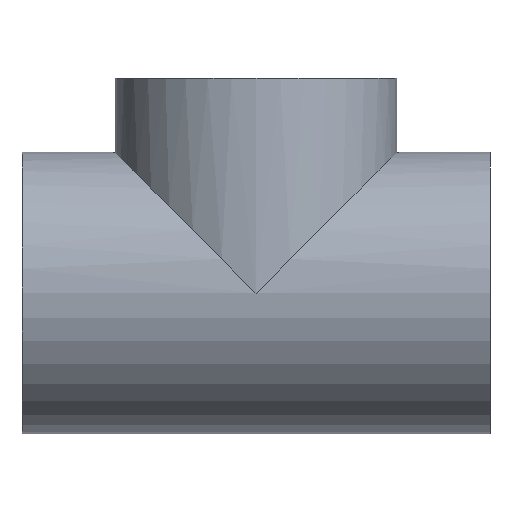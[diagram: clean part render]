
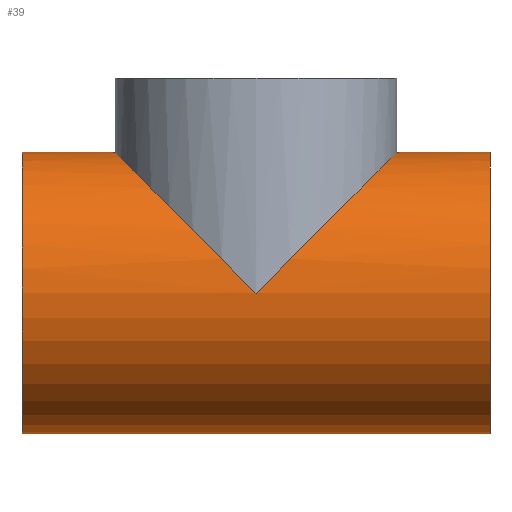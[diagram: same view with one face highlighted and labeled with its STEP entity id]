
A CAD part, front view. The second image highlights one B-rep face of the part: STEP entity #39.
In plain terms, the highlighted cylindrical face has radius 46.5 mm (diameter 93 mm), a full revolution.
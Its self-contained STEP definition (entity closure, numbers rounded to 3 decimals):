
#39 = ADVANCED_FACE( '', ( #84, #85, #86 ), #87, .T. );
#84 = FACE_OUTER_BOUND( '', #145, .T. );
#85 = FACE_OUTER_BOUND( '', #146, .T. );
#86 = FACE_BOUND( '', #147, .T. );
#87 = CYLINDRICAL_SURFACE( '', #148, 46.5 );
#145 = EDGE_LOOP( '', ( #202 ) );
#146 = EDGE_LOOP( '', ( #203 ) );
#147 = EDGE_LOOP( '', ( #204, #205 ) );
#148 = AXIS2_PLACEMENT_3D( '', #206, #207, #208 );
#202 = ORIENTED_EDGE( '', *, *, #283, .T. );
#203 = ORIENTED_EDGE( '', *, *, #284, .F. );
#204 = ORIENTED_EDGE( '', *, *, #285, .F. );
#205 = ORIENTED_EDGE( '', *, *, #286, .F. );
#206 = CARTESIAN_POINT( '', ( 30.5, 0., 0. ) );
#207 = DIRECTION( '', ( 1., 0., 0. ) );
#208 = DIRECTION( '', ( 0., 0., 1. ) );
#283 = EDGE_CURVE( '', #314, #314, #315, .T. );
#284 = EDGE_CURVE( '', #316, #316, #317, .T. );
#285 = EDGE_CURVE( '', #318, #319, #320, .F. );
#286 = EDGE_CURVE( '', #319, #318, #321, .T. );
#314 = VERTEX_POINT( '', #359 );
#315 = CIRCLE( '', #360, 46.5 );
#316 = VERTEX_POINT( '', #361 );
#317 = CIRCLE( '', #362, 46.5 );
#318 = VERTEX_POINT( '', #363 );
#319 = VERTEX_POINT( '', #364 );
#320 = ELLIPSE( '', #365, 65.761, 46.5 );
#321 = ELLIPSE( '', #366, 65.761, 46.5 );
#359 = CARTESIAN_POINT( '', ( -124., 46.5, 0. ) );
#360 = AXIS2_PLACEMENT_3D( '', #404, #405, #406 );
#361 = CARTESIAN_POINT( '', ( 30.5, 46.5, 0. ) );
#362 = AXIS2_PLACEMENT_3D( '', #407, #408, #409 );
#363 = CARTESIAN_POINT( '', ( -46.75, 46.5, 0. ) );
#364 = CARTESIAN_POINT( '', ( -46.75, -46.5, 0. ) );
#365 = AXIS2_PLACEMENT_3D( '', #410, #411, #412 );
#366 = AXIS2_PLACEMENT_3D( '', #413, #414, #415 );
#404 = CARTESIAN_POINT( '', ( -124., 0., 0. ) );
#405 = DIRECTION( '', ( 1., 0., 0. ) );
#406 = DIRECTION( '', ( 0., 1., 0. ) );
#407 = CARTESIAN_POINT( '', ( 30.5, 0., 0. ) );
#408 = DIRECTION( '', ( 1., 0., 0. ) );
#409 = DIRECTION( '', ( 0., 1., 0. ) );
#410 = CARTESIAN_POINT( '', ( -46.75, 0., 0. ) );
#411 = DIRECTION( '', ( -0.707, 0., -0.707 ) );
#412 = DIRECTION( '', ( -0.707, 0., 0.707 ) );
#413 = CARTESIAN_POINT( '', ( -46.75, 0., 0. ) );
#414 = DIRECTION( '', ( -0.707, 0., 0.707 ) );
#415 = DIRECTION( '', ( -0.707, 0., -0.707 ) );
